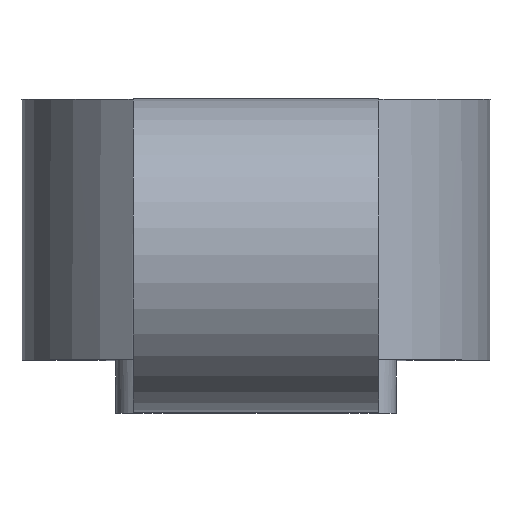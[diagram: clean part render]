
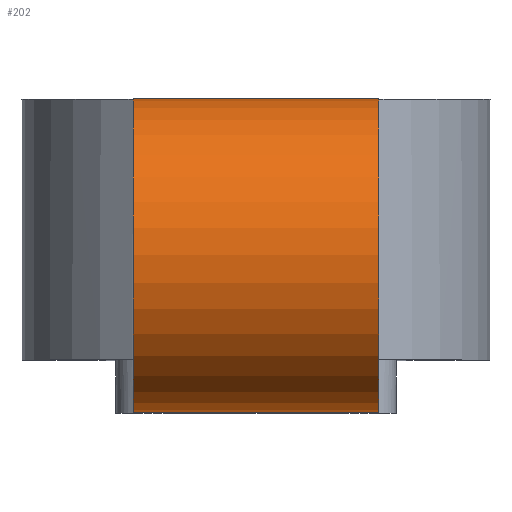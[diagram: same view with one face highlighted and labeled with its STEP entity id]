
A CAD part, top view. The second image highlights one B-rep face of the part: STEP entity #202.
In plain terms, the highlighted cylindrical face has radius 26.5 mm (diameter 53 mm), a partial arc.
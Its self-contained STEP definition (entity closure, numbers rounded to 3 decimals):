
#29=FACE_OUTER_BOUND('',#41,.T.);
#41=EDGE_LOOP('',(#164,#165,#166,#167));
#53=LINE('',#361,#67);
#55=LINE('',#367,#69);
#67=VECTOR('',#298,10.);
#69=VECTOR('',#304,10.);
#85=CIRCLE('',#246,26.5);
#86=CIRCLE('',#247,26.5);
#100=VERTEX_POINT('',#358);
#101=VERTEX_POINT('',#360);
#102=VERTEX_POINT('',#364);
#103=VERTEX_POINT('',#366);
#124=EDGE_CURVE('',#101,#100,#53,.T.);
#126=EDGE_CURVE('',#102,#100,#85,.T.);
#127=EDGE_CURVE('',#102,#103,#55,.T.);
#128=EDGE_CURVE('',#101,#103,#86,.T.);
#164=ORIENTED_EDGE('',*,*,#126,.F.);
#165=ORIENTED_EDGE('',*,*,#127,.T.);
#166=ORIENTED_EDGE('',*,*,#128,.F.);
#167=ORIENTED_EDGE('',*,*,#124,.T.);
#193=CYLINDRICAL_SURFACE('',#245,26.5);
#202=ADVANCED_FACE('',(#29),#193,.T.);
#245=AXIS2_PLACEMENT_3D('',#363,#300,#301);
#246=AXIS2_PLACEMENT_3D('',#365,#302,#303);
#247=AXIS2_PLACEMENT_3D('',#368,#305,#306);
#298=DIRECTION('',(1.,0.,0.));
#300=DIRECTION('center_axis',(-1.,0.,0.));
#301=DIRECTION('ref_axis',(0.,-1.,0.));
#302=DIRECTION('center_axis',(1.,0.,0.));
#303=DIRECTION('ref_axis',(0.,-1.,0.));
#304=DIRECTION('',(-1.,0.,0.));
#305=DIRECTION('center_axis',(-1.,0.,0.));
#306=DIRECTION('ref_axis',(0.,-1.,0.));
#358=CARTESIAN_POINT('',(41.5,-26.5,0.));
#360=CARTESIAN_POINT('',(0.,-26.5,0.));
#361=CARTESIAN_POINT('',(0.,-26.5,0.));
#363=CARTESIAN_POINT('Origin',(0.,0.,0.));
#364=CARTESIAN_POINT('',(41.5,26.5,0.));
#365=CARTESIAN_POINT('Origin',(41.5,0.,0.));
#366=CARTESIAN_POINT('',(0.,26.5,0.));
#367=CARTESIAN_POINT('',(0.,26.5,0.));
#368=CARTESIAN_POINT('Origin',(0.,0.,0.));
